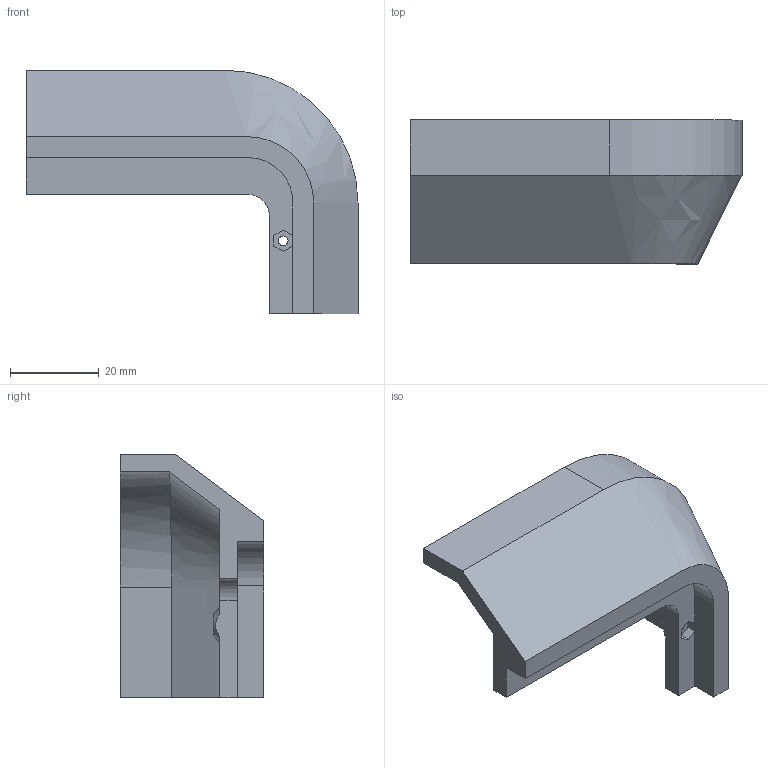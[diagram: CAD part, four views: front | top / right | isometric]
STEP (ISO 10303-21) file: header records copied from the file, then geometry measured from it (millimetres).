
FILE_DESCRIPTION (( 'STEP AP203' ), '1' );
FILE_NAME ('Body_Bottom_1.STEP', '2024-10-28T17:09:20', ( '' ), ( '' ), 'SwSTEP 2.0', 'SolidWorks 2023', '' );
FILE_SCHEMA (( 'CONFIG_CONTROL_DESIGN' ));
Length unit declared in the file: millimetre
Products named in the file (1): Body_Bottom_1
Bounding box: 75 x 32.5 x 55 mm (x, y, z)
Volume: 21297.7 mm3; surface area: 10794.9 mm2
Topology: 1 solids, 1 shells, 32 faces, 89 edges, 60 vertices
Faces by surface type: plane 22, cylinder 6, cone 2, bspline 2
Entity records: 1745 total; most frequent: CARTESIAN_POINT 846, ORIENTED_EDGE 178, DIRECTION 159, EDGE_CURVE 89, VECTOR 63, LINE 63, VERTEX_POINT 60, AXIS2_PLACEMENT_3D 48
